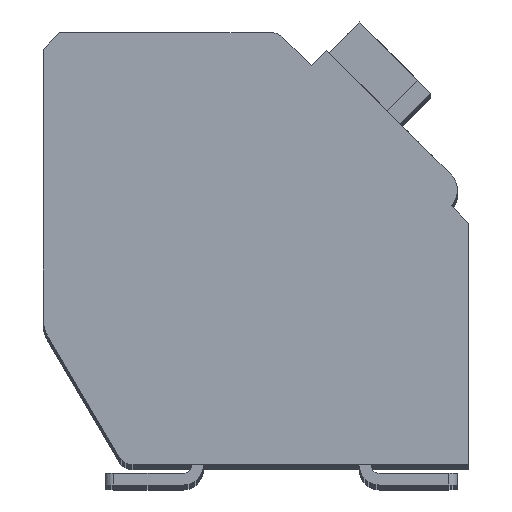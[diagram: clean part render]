
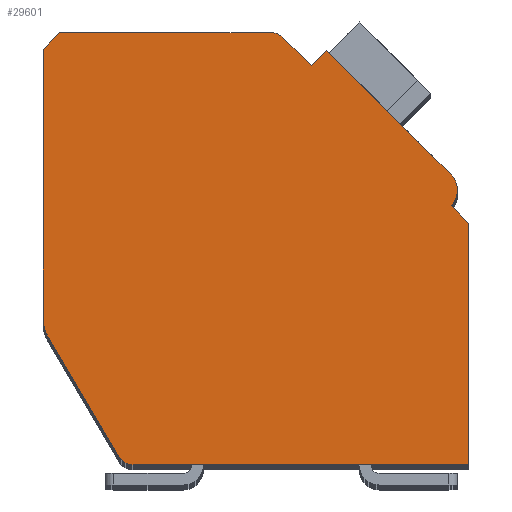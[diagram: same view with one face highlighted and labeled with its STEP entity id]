
A CAD part, top view. The second image highlights one B-rep face of the part: STEP entity #29601.
In plain terms, the highlighted planar face has unit normal (0, 0, 1).
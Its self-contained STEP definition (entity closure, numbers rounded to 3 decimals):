
#967=DIRECTION('',(0.,-1.,0.));
#968=VECTOR('',#967,8.053);
#969=CARTESIAN_POINT('',(-12.7,12.4,2.1));
#970=LINE('',#969,#968);
#971=DIRECTION('',(-0.707,-0.707,0.));
#972=VECTOR('',#971,0.707);
#973=CARTESIAN_POINT('',(-12.2,12.9,2.1));
#974=LINE('',#973,#972);
#975=DIRECTION('',(-1.,0.,0.));
#976=VECTOR('',#975,6.298);
#977=CARTESIAN_POINT('',(-5.902,12.9,2.1));
#978=LINE('',#977,#976);
#979=CARTESIAN_POINT('',(-5.902,12.4,2.1));
#980=DIRECTION('',(0.,0.,1.));
#981=DIRECTION('',(0.707,0.707,0.));
#982=AXIS2_PLACEMENT_3D('',#979,#980,#981);
#984=DIRECTION('',(-0.707,0.707,0.));
#985=VECTOR('',#984,1.197);
#986=CARTESIAN_POINT('',(-4.702,11.907,2.1));
#987=LINE('',#986,#985);
#988=DIRECTION('',(-0.707,-0.707,0.));
#989=VECTOR('',#988,0.65);
#990=CARTESIAN_POINT('',(-4.243,12.367,2.1));
#991=LINE('',#990,#989);
#992=DIRECTION('',(-0.707,0.707,0.));
#993=VECTOR('',#992,5.25);
#994=CARTESIAN_POINT('',(-0.53,8.655,2.1));
#995=LINE('',#994,#993);
#996=CARTESIAN_POINT('',(-0.99,8.195,2.1));
#997=DIRECTION('',(0.,0.,1.));
#998=DIRECTION('',(0.707,-0.707,0.));
#999=AXIS2_PLACEMENT_3D('',#996,#997,#998);
#1001=DIRECTION('',(-0.707,0.707,0.));
#1002=VECTOR('',#1001,0.75);
#1003=CARTESIAN_POINT('',(0.,7.205,2.1));
#1004=LINE('',#1003,#1002);
#1005=DIRECTION('',(0.,1.,0.));
#1006=VECTOR('',#1005,7.205);
#1007=CARTESIAN_POINT('',(0.,0.,2.1));
#1008=LINE('',#1007,#1006);
#1009=DIRECTION('',(1.,0.,0.));
#1010=VECTOR('',#1009,10.014);
#1011=CARTESIAN_POINT('',(-10.014,0.,2.1));
#1012=LINE('',#1011,#1010);
#1013=CARTESIAN_POINT('',(-10.014,0.5,2.1));
#1014=DIRECTION('',(0.,0.,1.));
#1015=DIRECTION('',(-0.862,-0.508,0.));
#1016=AXIS2_PLACEMENT_3D('',#1013,#1014,#1015);
#1018=DIRECTION('',(0.508,-0.862,0.));
#1019=VECTOR('',#1018,4.17);
#1020=CARTESIAN_POINT('',(-12.562,3.839,2.1));
#1021=LINE('',#1020,#1019);
#1022=CARTESIAN_POINT('',(-11.7,4.347,2.1));
#1023=DIRECTION('',(0.,0.,1.));
#1024=DIRECTION('',(-1.,0.,0.));
#1025=AXIS2_PLACEMENT_3D('',#1022,#1023,#1024);
#21975=CARTESIAN_POINT('',(-12.7,12.4,2.1));
#21976=CARTESIAN_POINT('',(-12.7,4.347,2.1));
#21977=VERTEX_POINT('',#21975);
#21978=VERTEX_POINT('',#21976);
#21979=CARTESIAN_POINT('',(-12.562,3.839,2.1));
#21980=VERTEX_POINT('',#21979);
#21981=CARTESIAN_POINT('',(-10.445,0.246,2.1));
#21982=VERTEX_POINT('',#21981);
#21983=CARTESIAN_POINT('',(-10.014,0.,2.1));
#21984=VERTEX_POINT('',#21983);
#21985=CARTESIAN_POINT('',(0.,0.,2.1));
#21986=VERTEX_POINT('',#21985);
#21987=CARTESIAN_POINT('',(0.,7.205,2.1));
#21988=VERTEX_POINT('',#21987);
#21989=CARTESIAN_POINT('',(-0.53,7.735,2.1));
#21990=VERTEX_POINT('',#21989);
#21991=CARTESIAN_POINT('',(-0.53,8.655,2.1));
#21992=VERTEX_POINT('',#21991);
#21993=CARTESIAN_POINT('',(-4.243,12.367,2.1));
#21994=VERTEX_POINT('',#21993);
#21995=CARTESIAN_POINT('',(-4.702,11.907,2.1));
#21996=VERTEX_POINT('',#21995);
#21997=CARTESIAN_POINT('',(-5.548,12.754,2.1));
#21998=VERTEX_POINT('',#21997);
#21999=CARTESIAN_POINT('',(-5.902,12.9,2.1));
#22000=VERTEX_POINT('',#21999);
#22001=CARTESIAN_POINT('',(-12.2,12.9,2.1));
#22002=VERTEX_POINT('',#22001);
#29569=CARTESIAN_POINT('',(0.,0.,2.1));
#29570=DIRECTION('',(0.,0.,1.));
#29571=DIRECTION('',(1.,0.,0.));
#29572=AXIS2_PLACEMENT_3D('',#29569,#29570,#29571);
#29573=PLANE('',#29572);
#29574=ORIENTED_EDGE('',*,*,#28630,.F.);
#29576=ORIENTED_EDGE('',*,*,#29575,.F.);
#29578=ORIENTED_EDGE('',*,*,#29577,.F.);
#29580=ORIENTED_EDGE('',*,*,#29579,.F.);
#29582=ORIENTED_EDGE('',*,*,#29581,.F.);
#29584=ORIENTED_EDGE('',*,*,#29583,.F.);
#29586=ORIENTED_EDGE('',*,*,#29585,.F.);
#29588=ORIENTED_EDGE('',*,*,#29587,.F.);
#29590=ORIENTED_EDGE('',*,*,#29589,.F.);
#29592=ORIENTED_EDGE('',*,*,#29591,.F.);
#29594=ORIENTED_EDGE('',*,*,#29593,.F.);
#29596=ORIENTED_EDGE('',*,*,#29595,.F.);
#29597=ORIENTED_EDGE('',*,*,#29219,.F.);
#29598=ORIENTED_EDGE('',*,*,#28842,.F.);
#29599=EDGE_LOOP('',(#29574,#29576,#29578,#29580,#29582,#29584,#29586,#29588,
#29590,#29592,#29594,#29596,#29597,#29598));
#29600=FACE_OUTER_BOUND('',#29599,.F.);
#983=CIRCLE('',#982,0.5);
#1000=CIRCLE('',#999,0.65);
#1017=CIRCLE('',#1016,0.5);
#1026=CIRCLE('',#1025,1.);
#28630=EDGE_CURVE('',#21977,#21978,#970,.T.);
#28842=EDGE_CURVE('',#21978,#21980,#1026,.T.);
#29219=EDGE_CURVE('',#21980,#21982,#1021,.T.);
#29575=EDGE_CURVE('',#22002,#21977,#974,.T.);
#29577=EDGE_CURVE('',#22000,#22002,#978,.T.);
#29579=EDGE_CURVE('',#21998,#22000,#983,.T.);
#29581=EDGE_CURVE('',#21996,#21998,#987,.T.);
#29583=EDGE_CURVE('',#21994,#21996,#991,.T.);
#29585=EDGE_CURVE('',#21992,#21994,#995,.T.);
#29587=EDGE_CURVE('',#21990,#21992,#1000,.T.);
#29589=EDGE_CURVE('',#21988,#21990,#1004,.T.);
#29591=EDGE_CURVE('',#21986,#21988,#1008,.T.);
#29593=EDGE_CURVE('',#21984,#21986,#1012,.T.);
#29595=EDGE_CURVE('',#21982,#21984,#1017,.T.);
#29601=ADVANCED_FACE('',(#29600),#29573,.T.);
